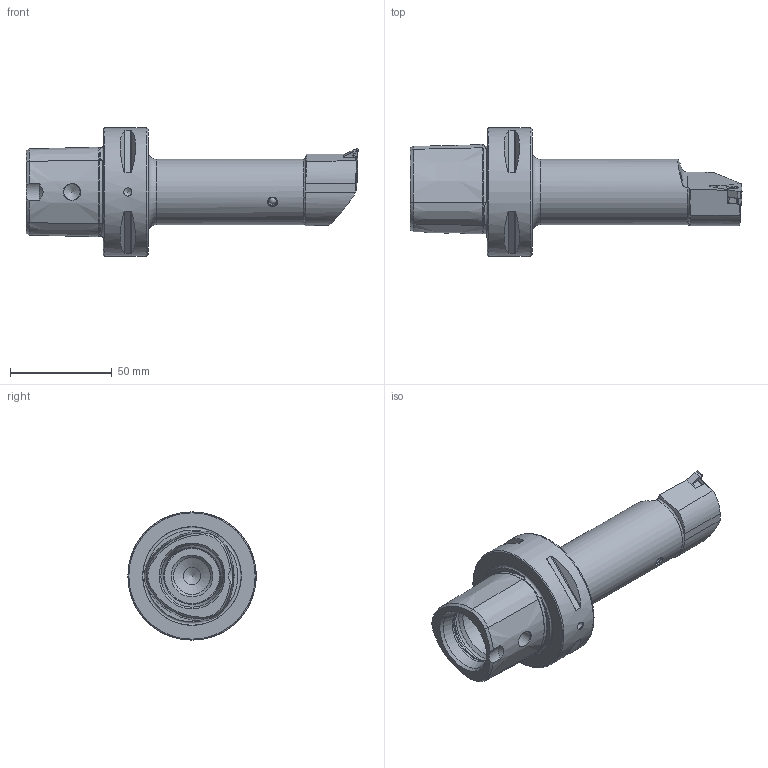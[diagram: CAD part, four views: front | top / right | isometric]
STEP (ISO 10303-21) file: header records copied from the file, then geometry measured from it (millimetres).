
FILE_DESCRIPTION (( 'STEP AP214' ), '1' );
FILE_NAME ('PS6.BGB.LGA.125.STEP', '2021-03-25T16:26:02', ( '' ), ( '' ), 'SwSTEP 2.0', 'SolidWorks 2017', '' );
FILE_SCHEMA (( 'AUTOMOTIVE_DESIGN' ));
Length unit declared in the file: millimetre
Products named in the file (7): WGB-ER3.001.007_A; LT16ER; KVT_MB_600_050; WGB-ER2.102.003_A; PS6.BGB.LGA.125; WGB-ER2.001.012_A; PS6-BGB.LGA.125_A_Fertigbearbeitung
Assembly tree (6 placements, depth 2):
  PS6.BGB.LGA.125
    PS6-BGB.LGA.125_A_Fertigbearbeitung
    WGB-ER2.001.012_A
    WGB-ER2.102.003_A
    LT16ER
    WGB-ER3.001.007_A
    KVT_MB_600_050
Bounding box: 163 x 63 x 63 mm (x, y, z)
Volume: 166604.4 mm3; surface area: 33308.6 mm2
Topology: 7 solids, 7 shells, 243 faces, 591 edges, 367 vertices
Faces by surface type: plane 89, cylinder 69, cone 64, torus 20, sphere 1
Full cylindrical faces by diameter (mm): 2.578 x2, 2.775 x1, 3 x1, 3.175 x1, 4 x3, 4.025 x1, 4.2 x3, 5 x3, 5.5 x2, 8.1 x2, 8.5 x1, 18 x1, 28 x2, 32 x2, 63 x1
Entity records: 7700 total; most frequent: CARTESIAN_POINT 2180, DIRECTION 1077, ORIENTED_EDGE 992, EDGE_CURVE 496, AXIS2_PLACEMENT_3D 430, VERTEX_POINT 342, EDGE_LOOP 328, FACE_OUTER_BOUND 278
